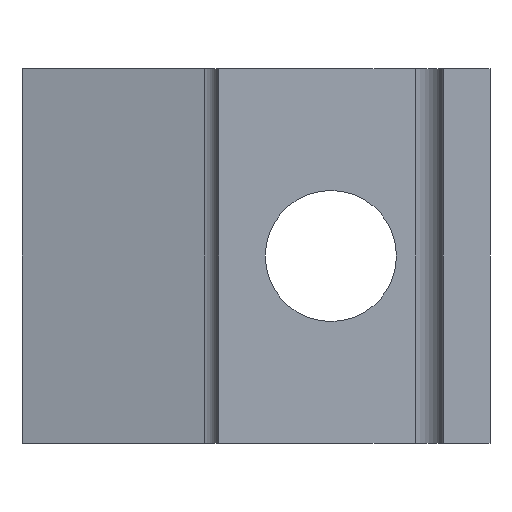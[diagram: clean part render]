
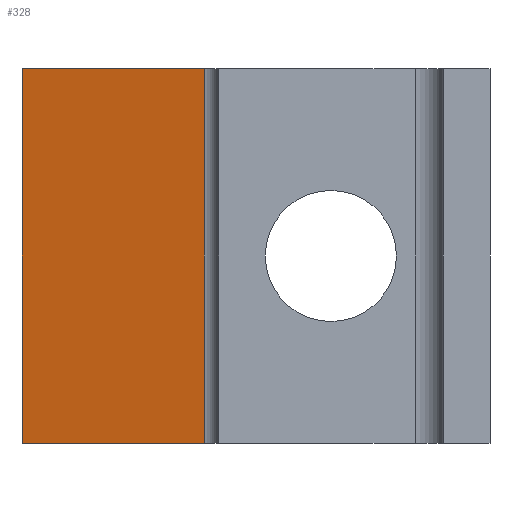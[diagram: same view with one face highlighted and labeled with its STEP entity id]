
A CAD part, front view. The second image highlights one B-rep face of the part: STEP entity #328.
In plain terms, the highlighted planar face has unit normal (-0.225, -0.974, 0).
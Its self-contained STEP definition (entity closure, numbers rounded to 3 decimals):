
#1 = CARTESIAN_POINT ( 'NONE',  ( 28., 10.206, 20. ) ) ;
#8 = AXIS2_PLACEMENT_3D ( 'NONE', #266, #366, #273 ) ;
#51 = CARTESIAN_POINT ( 'NONE',  ( 28., 10.206, 20. ) ) ;
#54 = ORIENTED_EDGE ( 'NONE', *, *, #149, .T. ) ;
#57 = LINE ( 'NONE', #107, #418 ) ;
#107 = CARTESIAN_POINT ( 'NONE',  ( 28., 10.206, -20. ) ) ;
#119 = VERTEX_POINT ( 'NONE', #51 ) ;
#121 = VECTOR ( 'NONE', #141, 1000. ) ;
#137 = LINE ( 'NONE', #1, #411 ) ;
#141 = DIRECTION ( 'NONE',  ( 0., 0., -1. ) ) ;
#149 = EDGE_CURVE ( 'NONE', #174, #406, #57, .T. ) ;
#174 = VERTEX_POINT ( 'NONE', #324 ) ;
#244 = FACE_OUTER_BOUND ( 'NONE', #277, .T. ) ;
#253 = VECTOR ( 'NONE', #370, 1000. ) ;
#266 = CARTESIAN_POINT ( 'NONE',  ( 28., 10.206, 20. ) ) ;
#273 = DIRECTION ( 'NONE',  ( -0.974, 0.225, 0. ) ) ;
#274 = DIRECTION ( 'NONE',  ( 0.974, -0.225, 0. ) ) ;
#277 = EDGE_LOOP ( 'NONE', ( #54, #420, #384, #367 ) ) ;
#279 = LINE ( 'NONE', #444, #253 ) ;
#281 = EDGE_CURVE ( 'NONE', #119, #174, #279, .T. ) ;
#300 = EDGE_CURVE ( 'NONE', #119, #393, #137, .T. ) ;
#301 = CARTESIAN_POINT ( 'NONE',  ( 47.45, 5.715, 20. ) ) ;
#303 = PLANE ( 'NONE',  #8 ) ;
#307 = CARTESIAN_POINT ( 'NONE',  ( 47.45, 5.715, 20. ) ) ;
#311 = EDGE_CURVE ( 'NONE', #393, #406, #334, .T. ) ;
#324 = CARTESIAN_POINT ( 'NONE',  ( 28., 10.206, -20. ) ) ;
#327 = DIRECTION ( 'NONE',  ( 0.974, -0.225, 0. ) ) ;
#328 = ADVANCED_FACE ( 'NONE', ( #244 ), #303, .F. ) ;
#334 = LINE ( 'NONE', #301, #121 ) ;
#366 = DIRECTION ( 'NONE',  ( 0.225, 0.974, 0. ) ) ;
#367 = ORIENTED_EDGE ( 'NONE', *, *, #281, .T. ) ;
#370 = DIRECTION ( 'NONE',  ( 0., 0., -1. ) ) ;
#376 = CARTESIAN_POINT ( 'NONE',  ( 47.45, 5.715, -20. ) ) ;
#384 = ORIENTED_EDGE ( 'NONE', *, *, #300, .F. ) ;
#393 = VERTEX_POINT ( 'NONE', #307 ) ;
#406 = VERTEX_POINT ( 'NONE', #376 ) ;
#411 = VECTOR ( 'NONE', #274, 1000. ) ;
#418 = VECTOR ( 'NONE', #327, 1000. ) ;
#420 = ORIENTED_EDGE ( 'NONE', *, *, #311, .F. ) ;
#444 = CARTESIAN_POINT ( 'NONE',  ( 28., 10.206, 20. ) ) ;
